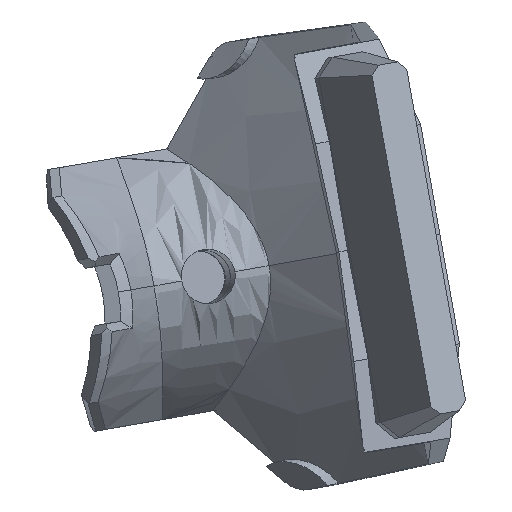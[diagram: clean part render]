
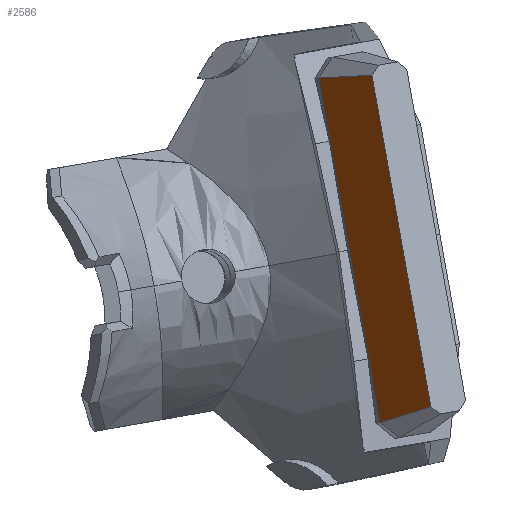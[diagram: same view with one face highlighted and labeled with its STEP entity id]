
A CAD part, top view. The second image highlights one B-rep face of the part: STEP entity #2586.
In plain terms, the highlighted planar face has unit normal (-0.809, -0.144, 0.57).
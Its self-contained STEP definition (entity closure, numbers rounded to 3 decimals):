
#432=FACE_OUTER_BOUND('',#588,.T.);
#588=EDGE_LOOP('',(#1720,#1721,#1722,#1723));
#760=LINE('',#3352,#891);
#762=LINE('',#3356,#893);
#763=LINE('',#3358,#894);
#764=LINE('',#3359,#895);
#891=VECTOR('',#2912,10.);
#893=VECTOR('',#2916,10.);
#894=VECTOR('',#2917,10.);
#895=VECTOR('',#2918,10.);
#1019=VERTEX_POINT('',#3349);
#1020=VERTEX_POINT('',#3351);
#1021=VERTEX_POINT('',#3355);
#1022=VERTEX_POINT('',#3357);
#1296=EDGE_CURVE('',#1020,#1019,#760,.T.);
#1298=EDGE_CURVE('',#1019,#1021,#762,.T.);
#1299=EDGE_CURVE('',#1022,#1021,#763,.T.);
#1300=EDGE_CURVE('',#1020,#1022,#764,.T.);
#1720=ORIENTED_EDGE('',*,*,#1298,.T.);
#1721=ORIENTED_EDGE('',*,*,#1299,.F.);
#1722=ORIENTED_EDGE('',*,*,#1300,.F.);
#1723=ORIENTED_EDGE('',*,*,#1296,.T.);
#2546=PLANE('',#2744);
#2586=ADVANCED_FACE('',(#432),#2546,.T.);
#2744=AXIS2_PLACEMENT_3D('',#3354,#2914,#2915);
#2912=DIRECTION('',(0.547,0.17,0.82));
#2914=DIRECTION('center_axis',(-0.809,-0.144,0.57));
#2915=DIRECTION('ref_axis',(0.175,-0.985,0.));
#2916=DIRECTION('',(-0.175,0.985,0.));
#2917=DIRECTION('',(0.572,0.029,0.82));
#2918=DIRECTION('',(-0.175,0.985,0.));
#3349=CARTESIAN_POINT('',(93.534,-12.418,33.348));
#3351=CARTESIAN_POINT('',(90.748,-13.283,29.176));
#3352=CARTESIAN_POINT('',(90.776,-13.275,29.218));
#3354=CARTESIAN_POINT('Origin',(90.748,-13.283,29.176));
#3355=CARTESIAN_POINT('',(90.306,5.768,33.348));
#3356=CARTESIAN_POINT('',(93.772,-13.762,33.348));
#3357=CARTESIAN_POINT('',(87.393,5.621,29.176));
#3358=CARTESIAN_POINT('',(87.787,5.641,29.741));
#3359=CARTESIAN_POINT('',(90.923,-14.268,29.176));
